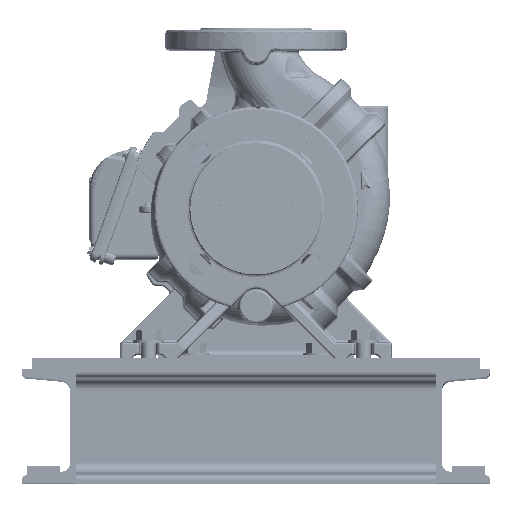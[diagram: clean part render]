
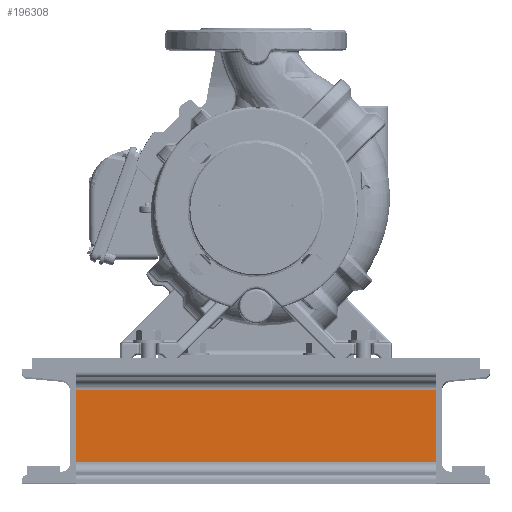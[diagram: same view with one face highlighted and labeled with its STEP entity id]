
A CAD part, top view. The second image highlights one B-rep face of the part: STEP entity #196308.
In plain terms, the highlighted face is planar.
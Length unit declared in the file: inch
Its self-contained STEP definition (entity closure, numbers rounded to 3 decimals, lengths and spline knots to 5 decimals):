
#11276 = CARTESIAN_POINT ( 'NONE',  ( 0.20866, 1.26264, 6.25 ) ) ;
#33254 = VERTEX_POINT ( 'NONE', #355827 ) ;
#36709 = CARTESIAN_POINT ( 'NONE',  ( 0.20866, 1.26264, -6.25 ) ) ;
#39262 = DIRECTION ( 'NONE',  ( 0., -1., 0. ) ) ;
#42203 = CARTESIAN_POINT ( 'NONE',  ( 0.20866, 1.26264, -6.25 ) ) ;
#82535 = ORIENTED_EDGE ( 'NONE', *, *, #196172, .T. ) ;
#88115 = DIRECTION ( 'NONE',  ( 0., 0., 1. ) ) ;
#89893 = CARTESIAN_POINT ( 'NONE',  ( 0.20866, -1.26264, 6.25 ) ) ;
#94355 = LINE ( 'NONE', #11276, #332960 ) ;
#94698 = EDGE_LOOP ( 'NONE', ( #220592, #82535, #205637, #420222 ) ) ;
#117336 = DIRECTION ( 'NONE',  ( 0., 0., 1. ) ) ;
#125218 = DIRECTION ( 'NONE',  ( 0., 0., 1. ) ) ;
#137289 = LINE ( 'NONE', #443710, #163214 ) ;
#141002 = VERTEX_POINT ( 'NONE', #461782 ) ;
#148629 = CARTESIAN_POINT ( 'NONE',  ( 0.20866, 1.26264, -6.25 ) ) ;
#153680 = EDGE_CURVE ( 'NONE', #33254, #470407, #137289, .T. ) ;
#163214 = VECTOR ( 'NONE', #88115, 39.37008 ) ;
#196172 = EDGE_CURVE ( 'NONE', #141002, #470407, #94355, .T. ) ;
#196308 = ADVANCED_FACE ( 'NONE', ( #504216 ), #465253, .F. ) ;
#205637 = ORIENTED_EDGE ( 'NONE', *, *, #153680, .F. ) ;
#220592 = ORIENTED_EDGE ( 'NONE', *, *, #268014, .T. ) ;
#268014 = EDGE_CURVE ( 'NONE', #392069, #141002, #314791, .T. ) ;
#273463 = VECTOR ( 'NONE', #125218, 39.37008 ) ;
#283297 = AXIS2_PLACEMENT_3D ( 'NONE', #148629, #472898, #117336 ) ;
#286127 = VECTOR ( 'NONE', #39262, 39.37008 ) ;
#314791 = LINE ( 'NONE', #42203, #273463 ) ;
#322994 = CARTESIAN_POINT ( 'NONE',  ( 0.20866, 1.26264, -6.25 ) ) ;
#331128 = EDGE_CURVE ( 'NONE', #392069, #33254, #353330, .T. ) ;
#332960 = VECTOR ( 'NONE', #364354, 39.37008 ) ;
#353330 = LINE ( 'NONE', #36709, #286127 ) ;
#355827 = CARTESIAN_POINT ( 'NONE',  ( 0.20866, -1.26264, -6.25 ) ) ;
#364354 = DIRECTION ( 'NONE',  ( 0., -1., 0. ) ) ;
#392069 = VERTEX_POINT ( 'NONE', #322994 ) ;
#420222 = ORIENTED_EDGE ( 'NONE', *, *, #331128, .F. ) ;
#443710 = CARTESIAN_POINT ( 'NONE',  ( 0.20866, -1.26264, -6.25 ) ) ;
#461782 = CARTESIAN_POINT ( 'NONE',  ( 0.20866, 1.26264, 6.25 ) ) ;
#465253 = PLANE ( 'NONE',  #283297 ) ;
#470407 = VERTEX_POINT ( 'NONE', #89893 ) ;
#472898 = DIRECTION ( 'NONE',  ( -1., 0., 0. ) ) ;
#504216 = FACE_OUTER_BOUND ( 'NONE', #94698, .T. ) ;
